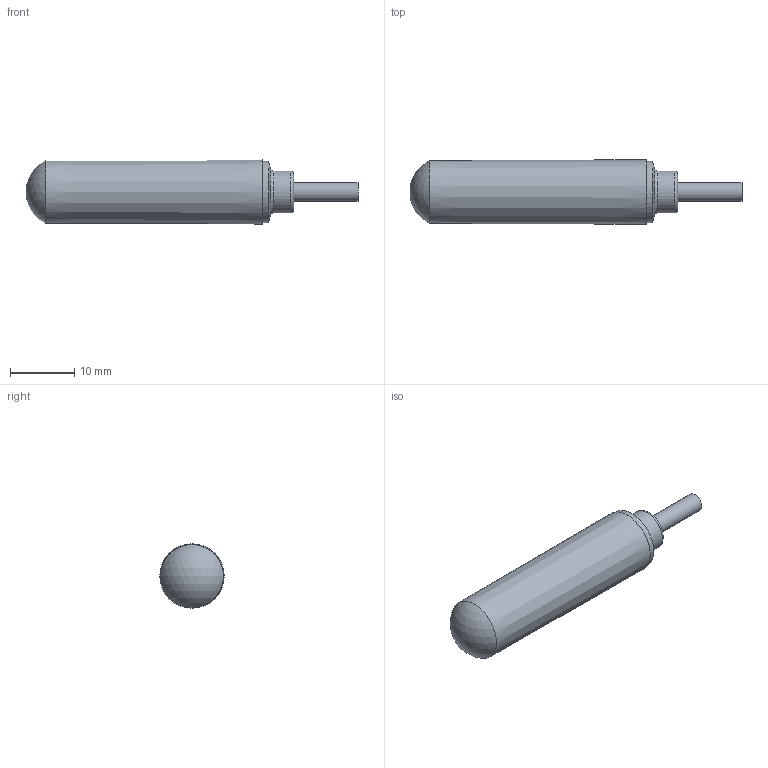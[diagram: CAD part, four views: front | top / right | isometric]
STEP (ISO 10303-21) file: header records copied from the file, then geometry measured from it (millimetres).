
FILE_DESCRIPTION(/* description */ (''),/* implementation_level */ '2;1');
FILE_NAME(/* name */ 'PB10CNT20xx.stp',/* time_stamp */ '2017-04-20T10:16:29+02:00',/* author */ ('tvb'),/* organization */ (''),/* preprocessor_version */ 'ST-DEVELOPER v16.1',/* originating_system */ 'Autodesk Inventor 2016',/* authorisation */ '');
FILE_SCHEMA (('AUTOMOTIVE_DESIGN { 1 0 10303 214 3 1 1 }'));
Length unit declared in the file: centimetre
Products named in the file (1): PB10CNT20xx
Bounding box: 51.57 x 10 x 10 mm (x, y, z)
Volume: 2977.8 mm3; surface area: 1502.1 mm2
Topology: 1 solids, 1 shells, 14 faces, 22 edges, 13 vertices
Faces by surface type: cylinder 4, plane 4, torus 3, cone 2, sphere 1
Full cylindrical faces by diameter (mm): 2.9 x1, 3 x1, 6.5 x1, 9.613 x1
Entity records: 308 total; most frequent: DIRECTION 56, CARTESIAN_POINT 41, AXIS2_PLACEMENT_3D 28, EDGE_LOOP 26, ORIENTED_EDGE 26, FACE_OUTER_BOUND 14, ADVANCED_FACE 14, CIRCLE 13
